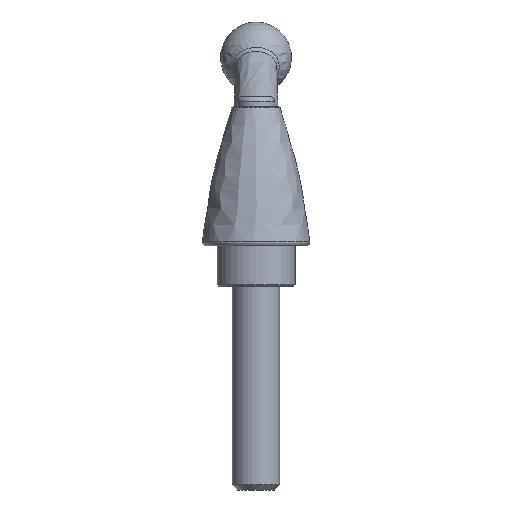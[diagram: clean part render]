
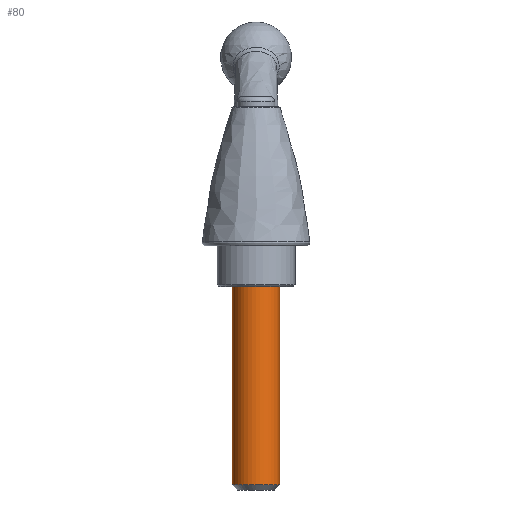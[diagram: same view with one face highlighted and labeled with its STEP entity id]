
A CAD part, left-side view. The second image highlights one B-rep face of the part: STEP entity #80.
In plain terms, the highlighted cylindrical face has radius 7 mm (diameter 14 mm), a full revolution.
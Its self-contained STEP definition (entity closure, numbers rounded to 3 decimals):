
#80 = ADVANCED_FACE( '', ( #176, #177 ), #178, .T. );
#176 = FACE_OUTER_BOUND( '', #5211, .T. );
#177 = FACE_OUTER_BOUND( '', #5212, .T. );
#178 = CYLINDRICAL_SURFACE( '', #5213, 7. );
#5211 = EDGE_LOOP( '', ( #5329 ) );
#5212 = EDGE_LOOP( '', ( #5330 ) );
#5213 = AXIS2_PLACEMENT_3D( '', #5331, #5332, #5333 );
#5329 = ORIENTED_EDGE( '', *, *, #5413, .T. );
#5330 = ORIENTED_EDGE( '', *, *, #5408, .T. );
#5331 = CARTESIAN_POINT( '', ( 0., 0., -72. ) );
#5332 = DIRECTION( '', ( 0., 0., -1. ) );
#5333 = DIRECTION( '', ( 0., -1., 0. ) );
#5408 = EDGE_CURVE( '', #5471, #5471, #5472, .F. );
#5413 = EDGE_CURVE( '', #5479, #5479, #5480, .F. );
#5471 = VERTEX_POINT( '', #6565 );
#5472 = CIRCLE( '', #6566, 7. );
#5479 = VERTEX_POINT( '', #6808 );
#5480 = CIRCLE( '', #6809, 7. );
#6565 = CARTESIAN_POINT( '', ( 0., -7., -12. ) );
#6566 = AXIS2_PLACEMENT_3D( '', #7813, #7814, #7815 );
#6808 = CARTESIAN_POINT( '', ( 0., 7., -70.5 ) );
#6809 = AXIS2_PLACEMENT_3D( '', #7819, #7820, #7821 );
#7813 = CARTESIAN_POINT( '', ( 0., 0., -12. ) );
#7814 = DIRECTION( '', ( 0., 0., 1. ) );
#7815 = DIRECTION( '', ( 0., -1., 0. ) );
#7819 = CARTESIAN_POINT( '', ( 0., 0., -70.5 ) );
#7820 = DIRECTION( '', ( 0., 0., -1. ) );
#7821 = DIRECTION( '', ( 0., 1., 0. ) );
